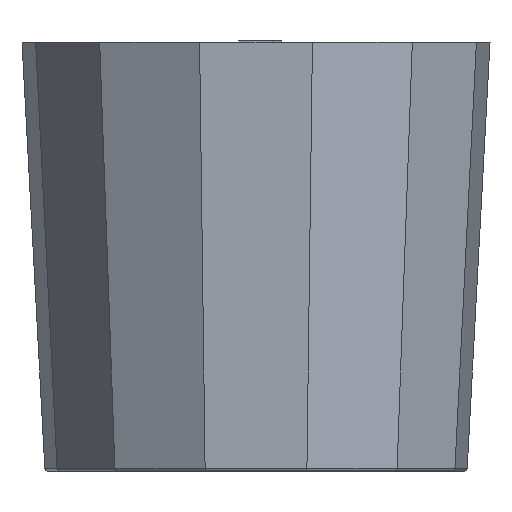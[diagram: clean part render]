
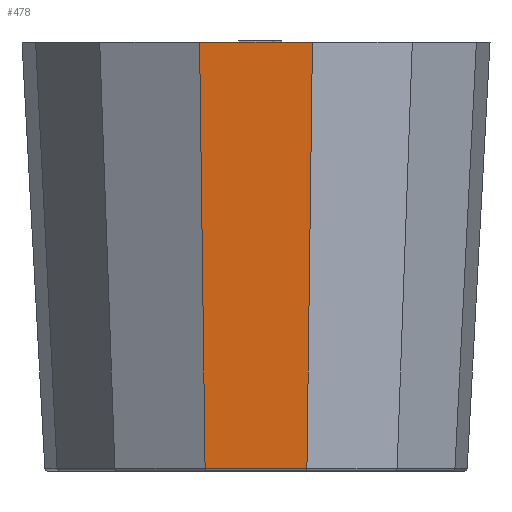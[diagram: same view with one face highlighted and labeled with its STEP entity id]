
A CAD part, left-side view. The second image highlights one B-rep face of the part: STEP entity #478.
In plain terms, the highlighted planar face has unit normal (-0.999, 0, -0.052).
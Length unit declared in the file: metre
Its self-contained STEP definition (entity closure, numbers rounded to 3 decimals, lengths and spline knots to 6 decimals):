
#478 = ADVANCED_FACE( '', ( #1232 ), #1233, .T. );
#1232 = FACE_OUTER_BOUND( '', #2467, .T. );
#1233 = PLANE( '', #2468 );
#2467 = EDGE_LOOP( '', ( #4867, #4868, #4869, #4870 ) );
#2468 = AXIS2_PLACEMENT_3D( '', #4871, #4872, #4873 );
#4867 = ORIENTED_EDGE( '', *, *, #7461, .F. );
#4868 = ORIENTED_EDGE( '', *, *, #7366, .T. );
#4869 = ORIENTED_EDGE( '', *, *, #7462, .T. );
#4870 = ORIENTED_EDGE( '', *, *, #7463, .T. );
#4871 = CARTESIAN_POINT( '', ( -0.036954, -0.0045, 0.06921 ) );
#4872 = DIRECTION( '', ( -0.999, 0., -0.052 ) );
#4873 = DIRECTION( '', ( -0.052, 0., 0.999 ) );
#7366 = EDGE_CURVE( '', #8795, #8800, #8802, .F. );
#7461 = EDGE_CURVE( '', #8795, #8966, #8967, .T. );
#7462 = EDGE_CURVE( '', #8800, #8968, #8969, .T. );
#7463 = EDGE_CURVE( '', #8968, #8966, #8970, .F. );
#8795 = VERTEX_POINT( '', #11078 );
#8800 = VERTEX_POINT( '', #11084 );
#8802 = LINE( '', #11086, #11087 );
#8966 = VERTEX_POINT( '', #11405 );
#8967 = LINE( '', #11406, #11407 );
#8968 = VERTEX_POINT( '', #11408 );
#8969 = LINE( '', #11409, #11410 );
#8970 = LINE( '', #11411, #11412 );
#11078 = CARTESIAN_POINT( '', ( -0.033352, 0.00822, 0.000474 ) );
#11084 = CARTESIAN_POINT( '', ( -0.033352, -0.00822, 0.000474 ) );
#11086 = CARTESIAN_POINT( '', ( -0.033352, -0.008214, 0.000474 ) );
#11087 = VECTOR( '', #14010, 1. );
#11405 = CARTESIAN_POINT( '', ( -0.036954, 0.009108, 0.06921 ) );
#11406 = CARTESIAN_POINT( '', ( -0.036939, 0.009105, 0.068923 ) );
#11407 = VECTOR( '', #14066, 1. );
#11408 = CARTESIAN_POINT( '', ( -0.036954, -0.009108, 0.06921 ) );
#11409 = CARTESIAN_POINT( '', ( -0.036951, -0.009108, 0.069151 ) );
#11410 = VECTOR( '', #14067, 1. );
#11411 = CARTESIAN_POINT( '', ( -0.036954, 0., 0.06921 ) );
#11412 = VECTOR( '', #14068, 1. );
#14010 = DIRECTION( '', ( 0., 1., 0. ) );
#14066 = DIRECTION( '', ( -0.052, 0.013, 0.999 ) );
#14067 = DIRECTION( '', ( -0.052, -0.013, 0.999 ) );
#14068 = DIRECTION( '', ( 0., -1., 0. ) );
